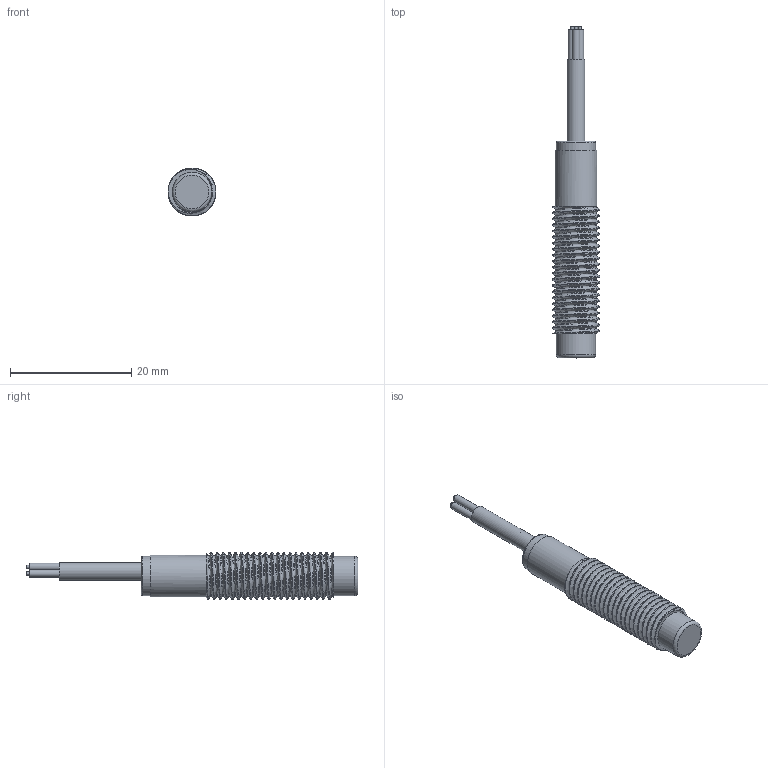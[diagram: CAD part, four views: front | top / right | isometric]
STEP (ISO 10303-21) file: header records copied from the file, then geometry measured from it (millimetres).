
FILE_DESCRIPTION(/* description */ (''),/* implementation_level */ '2;1');
FILE_NAME(/* name */ 'PINDA_placeholder.step',/* time_stamp */ '2019-11-01T21:56:58+01:00',/* author */ (''),/* organization */ (''),/* preprocessor_version */ 'ST-DEVELOPER v18',/* originating_system */ 'Autodesk Translation Framework v8.9.1.1155',/* authorisation */ '');
FILE_SCHEMA (('AUTOMOTIVE_DESIGN { 1 0 10303 214 3 1 1 }'));
Length unit declared in the file: millimetre
Products named in the file (1): PINDA placeholder
Bounding box: 7.89 x 54.7 x 7.89 mm (x, y, z)
Volume: 1502.7 mm3; surface area: 1675.6 mm2
Topology: 3 solids, 3 shells, 80 faces, 199 edges, 133 vertices
Faces by surface type: cylinder 59, plane 16, torus 3, bspline 2
Full cylindrical faces by diameter (mm): 0.5 x3, 1.25 x3, 2.9 x1, 3.05 x1, 6.5 x2, 6.744 x21, 6.9 x1, 7.884 x20
Entity records: 5094 total; most frequent: CARTESIAN_POINT 3225, ORIENTED_EDGE 398, DIRECTION 311, EDGE_CURVE 199, VERTEX_POINT 133, AXIS2_PLACEMENT_3D 127, B_SPLINE_CURVE_WITH_KNOTS 94, EDGE_LOOP 90
